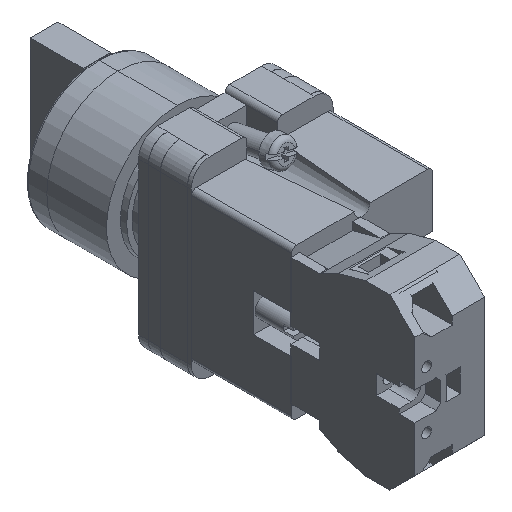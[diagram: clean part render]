
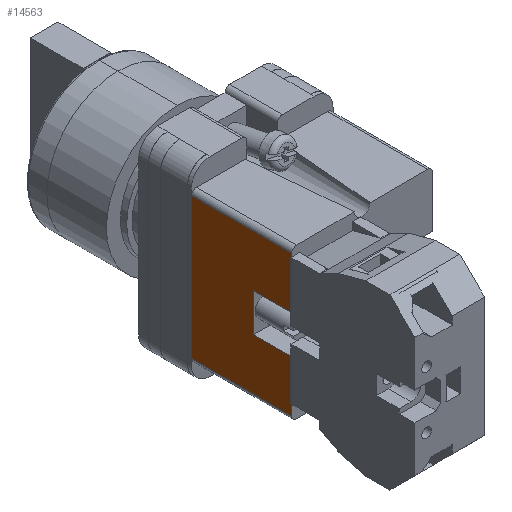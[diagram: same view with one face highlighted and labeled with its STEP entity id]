
A CAD part, isometric view. The second image highlights one B-rep face of the part: STEP entity #14563.
In plain terms, the highlighted face is planar.
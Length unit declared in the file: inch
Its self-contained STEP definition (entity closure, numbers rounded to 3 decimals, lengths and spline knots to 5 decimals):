
#293 = ORIENTED_EDGE ( 'NONE', *, *, #7052, .T. ) ;
#417 = CARTESIAN_POINT ( 'NONE',  ( 0.58268, 0.41339, 0.58268 ) ) ;
#495 = DIRECTION ( 'NONE',  ( 0., 0., -1. ) ) ;
#664 = ORIENTED_EDGE ( 'NONE', *, *, #4950, .F. ) ;
#993 = EDGE_CURVE ( 'NONE', #13135, #4576, #10620, .T. ) ;
#1609 = FACE_OUTER_BOUND ( 'NONE', #12381, .T. ) ;
#2022 = DIRECTION ( 'NONE',  ( -1., 0., 0. ) ) ;
#2417 = VERTEX_POINT ( 'NONE', #10273 ) ;
#2594 = DIRECTION ( 'NONE',  ( 0., -1., 0. ) ) ;
#2739 = VERTEX_POINT ( 'NONE', #11520 ) ;
#2798 = VERTEX_POINT ( 'NONE', #13930 ) ;
#2996 = ORIENTED_EDGE ( 'NONE', *, *, #993, .T. ) ;
#3159 = EDGE_CURVE ( 'NONE', #13735, #2739, #8713, .T. ) ;
#3561 = CARTESIAN_POINT ( 'NONE',  ( 0.58268, -0.41339, 0.58268 ) ) ;
#3615 = EDGE_CURVE ( 'NONE', #11929, #10909, #5336, .T. ) ;
#3733 = CARTESIAN_POINT ( 'NONE',  ( 0.15748, -0.09843, 0.58268 ) ) ;
#4576 = VERTEX_POINT ( 'NONE', #3561 ) ;
#4950 = EDGE_CURVE ( 'NONE', #13135, #11929, #9041, .T. ) ;
#4972 = ORIENTED_EDGE ( 'NONE', *, *, #3615, .F. ) ;
#4995 = DIRECTION ( 'NONE',  ( 1., 0., 0. ) ) ;
#5336 = LINE ( 'NONE', #5453, #13733 ) ;
#5453 = CARTESIAN_POINT ( 'NONE',  ( -0.15748, -0.09843, 0.58268 ) ) ;
#5720 = VECTOR ( 'NONE', #13056, 39.37008 ) ;
#5755 = ORIENTED_EDGE ( 'NONE', *, *, #3159, .F. ) ;
#6025 = DIRECTION ( 'NONE',  ( 1., 0., 0. ) ) ;
#6133 = LINE ( 'NONE', #14011, #9142 ) ;
#6623 = CARTESIAN_POINT ( 'NONE',  ( -0.58268, 0.41339, 0.58268 ) ) ;
#6723 = CARTESIAN_POINT ( 'NONE',  ( 0.15748, -0.41339, 0.58268 ) ) ;
#6817 = ORIENTED_EDGE ( 'NONE', *, *, #10932, .T. ) ;
#7052 = EDGE_CURVE ( 'NONE', #2417, #2798, #6133, .T. ) ;
#7134 = VECTOR ( 'NONE', #8535, 39.37008 ) ;
#7608 = VECTOR ( 'NONE', #4995, 39.37008 ) ;
#7898 = ORIENTED_EDGE ( 'NONE', *, *, #11540, .T. ) ;
#8004 = VECTOR ( 'NONE', #8866, 39.37008 ) ;
#8298 = CARTESIAN_POINT ( 'NONE',  ( -0.15748, -0.41339, 0.58268 ) ) ;
#8394 = CARTESIAN_POINT ( 'NONE',  ( 0.62205, -0.41339, 0.58268 ) ) ;
#8532 = DIRECTION ( 'NONE',  ( -1., 0., 0. ) ) ;
#8535 = DIRECTION ( 'NONE',  ( 0., -1., 0. ) ) ;
#8617 = AXIS2_PLACEMENT_3D ( 'NONE', #13087, #495, #8532 ) ;
#8713 = LINE ( 'NONE', #14551, #8004 ) ;
#8866 = DIRECTION ( 'NONE',  ( 1., 0., 0. ) ) ;
#8881 = CARTESIAN_POINT ( 'NONE',  ( 0.15748, -0.41339, 0.58268 ) ) ;
#9041 = LINE ( 'NONE', #6723, #14755 ) ;
#9142 = VECTOR ( 'NONE', #6025, 39.37008 ) ;
#9623 = CARTESIAN_POINT ( 'NONE',  ( -0.58268, 0.41339, 0.58268 ) ) ;
#10273 = CARTESIAN_POINT ( 'NONE',  ( -0.58268, -0.41339, 0.58268 ) ) ;
#10620 = LINE ( 'NONE', #8394, #7608 ) ;
#10737 = PLANE ( 'NONE',  #8617 ) ;
#10807 = LINE ( 'NONE', #8298, #13876 ) ;
#10909 = VERTEX_POINT ( 'NONE', #11892 ) ;
#10932 = EDGE_CURVE ( 'NONE', #4576, #2739, #14120, .T. ) ;
#11232 = DIRECTION ( 'NONE',  ( 0., 1., 0. ) ) ;
#11520 = CARTESIAN_POINT ( 'NONE',  ( 0.58268, 0.41339, 0.58268 ) ) ;
#11540 = EDGE_CURVE ( 'NONE', #13735, #2417, #13219, .T. ) ;
#11892 = CARTESIAN_POINT ( 'NONE',  ( -0.15748, -0.09843, 0.58268 ) ) ;
#11929 = VERTEX_POINT ( 'NONE', #3733 ) ;
#12381 = EDGE_LOOP ( 'NONE', ( #5755, #7898, #293, #12867, #4972, #664, #2996, #6817 ) ) ;
#12810 = EDGE_CURVE ( 'NONE', #10909, #2798, #10807, .T. ) ;
#12867 = ORIENTED_EDGE ( 'NONE', *, *, #12810, .F. ) ;
#13056 = DIRECTION ( 'NONE',  ( 0., 1., 0. ) ) ;
#13087 = CARTESIAN_POINT ( 'NONE',  ( 0.62205, 0.41339, 0.58268 ) ) ;
#13135 = VERTEX_POINT ( 'NONE', #8881 ) ;
#13219 = LINE ( 'NONE', #9623, #7134 ) ;
#13733 = VECTOR ( 'NONE', #2022, 39.37008 ) ;
#13735 = VERTEX_POINT ( 'NONE', #6623 ) ;
#13876 = VECTOR ( 'NONE', #2594, 39.37008 ) ;
#13930 = CARTESIAN_POINT ( 'NONE',  ( -0.15748, -0.41339, 0.58268 ) ) ;
#14011 = CARTESIAN_POINT ( 'NONE',  ( 0.62205, -0.41339, 0.58268 ) ) ;
#14120 = LINE ( 'NONE', #417, #5720 ) ;
#14551 = CARTESIAN_POINT ( 'NONE',  ( 0.62205, 0.41339, 0.58268 ) ) ;
#14563 = ADVANCED_FACE ( 'NONE', ( #1609 ), #10737, .F. ) ;
#14755 = VECTOR ( 'NONE', #11232, 39.37008 ) ;
